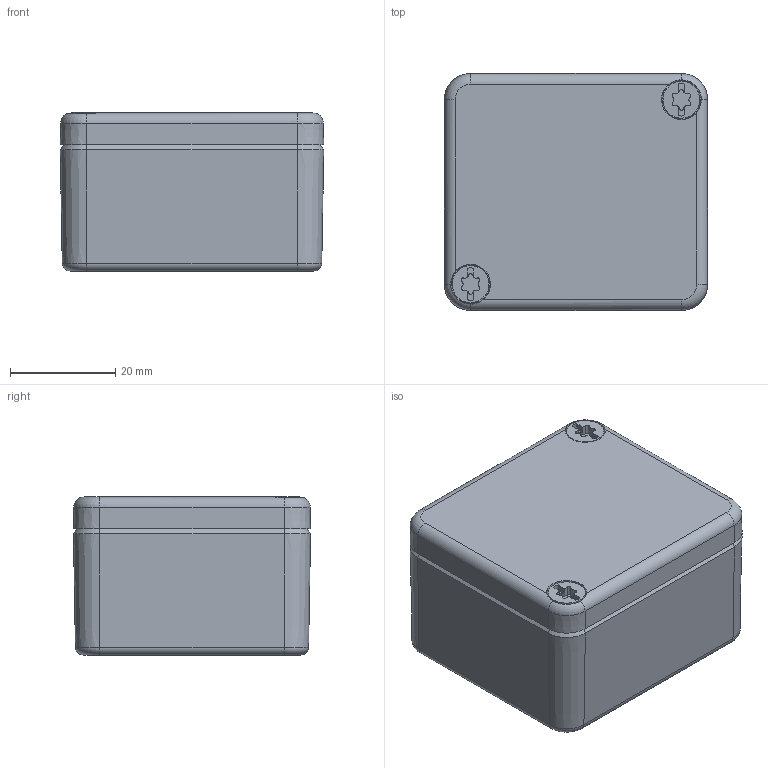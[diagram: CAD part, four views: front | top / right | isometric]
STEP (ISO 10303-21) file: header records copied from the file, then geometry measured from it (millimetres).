
FILE_DESCRIPTION(('CATIA V5R24 STEP','CAx-IF Rec.Pracs.--- Model Styling and Organization---1.2---2011-12-15'),'2;1');
FILE_NAME ('D1446048_1_0573200000_0573200000.stp','2018-03-01T12:38:03+00:00',('none'),('Weidmueller'),'CATIA Version 5-6 Release 2014 SP4 HF52','CATIA V5 STEP AP214','none');
FILE_SCHEMA(('AUTOMOTIVE_DESIGN { 1 0 10303 214 1 1 1 1 }'));
Length unit declared in the file: millimetre
Products named in the file (1): 13145_K0_Zusammenbau
Bounding box: 50 x 45 x 30 mm (x, y, z)
Volume: 25097.8 mm3; surface area: 23105.9 mm2
Topology: 7 solids, 7 shells, 487 faces, 1187 edges, 726 vertices
Faces by surface type: cylinder 164, plane 158, cone 85, torus 66, bspline 10, sphere 4
Entity records: 14552 total; most frequent: CARTESIAN_POINT 3112, ORIENTED_EDGE 2342, DIRECTION 1953, EDGE_CURVE 1171, AXIS2_PLACEMENT_3D 961, VERTEX_POINT 726, VECTOR 579, LINE 579
